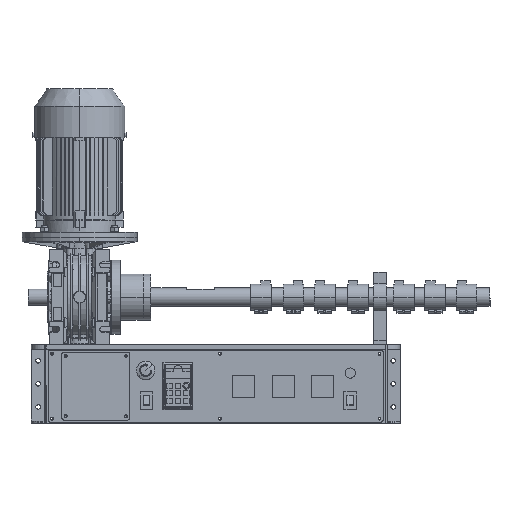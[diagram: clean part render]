
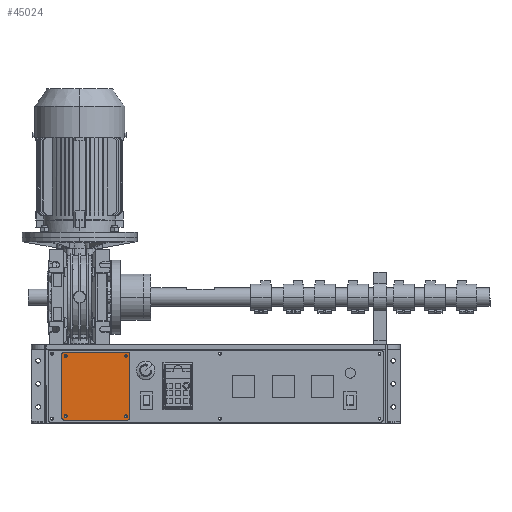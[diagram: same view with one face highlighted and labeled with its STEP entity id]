
A CAD part, top view. The second image highlights one B-rep face of the part: STEP entity #45024.
In plain terms, the highlighted planar face has unit normal (0, 0, 1).
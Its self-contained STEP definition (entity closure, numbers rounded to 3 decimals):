
#268 = CIRCLE ( 'NONE', #61342, 4. ) ;
#1874 = CARTESIAN_POINT ( 'NONE',  ( -325.303, 65.303, 2. ) ) ;
#4118 = CARTESIAN_POINT ( 'NONE',  ( -190.5, -69.5, 2. ) ) ;
#4217 = VERTEX_POINT ( 'NONE', #12916 ) ;
#4308 = DIRECTION ( 'NONE',  ( 0., 0., 1. ) ) ;
#4652 = LINE ( 'NONE', #80030, #47168 ) ;
#4879 = CIRCLE ( 'NONE', #73924, 3.25 ) ;
#5364 = DIRECTION ( 'NONE',  ( 0., 0., 1. ) ) ;
#5843 = CIRCLE ( 'NONE', #13668, 4. ) ;
#7434 = EDGE_CURVE ( 'NONE', #90807, #95518, #88825, .T. ) ;
#8381 = EDGE_CURVE ( 'NONE', #54241, #89734, #90849, .T. ) ;
#12916 = CARTESIAN_POINT ( 'NONE',  ( -333.5, 69.5, 2. ) ) ;
#13668 = AXIS2_PLACEMENT_3D ( 'NONE', #37175, #74834, #103227 ) ;
#13673 = ORIENTED_EDGE ( 'NONE', *, *, #7434, .T. ) ;
#15065 = EDGE_LOOP ( 'NONE', ( #36731, #51094 ) ) ;
#16444 = CIRCLE ( 'NONE', #26320, 3.25 ) ;
#17286 = VERTEX_POINT ( 'NONE', #29198 ) ;
#17983 = DIRECTION ( 'NONE',  ( 1., 0., 0. ) ) ;
#18105 = ORIENTED_EDGE ( 'NONE', *, *, #101892, .T. ) ;
#18181 = CARTESIAN_POINT ( 'NONE',  ( -328.553, -65.303, 2. ) ) ;
#20997 = DIRECTION ( 'NONE',  ( 1., 0., 0. ) ) ;
#21279 = CARTESIAN_POINT ( 'NONE',  ( -197.447, 65.303, 2. ) ) ;
#22386 = AXIS2_PLACEMENT_3D ( 'NONE', #72272, #81540, #23471 ) ;
#23290 = CIRCLE ( 'NONE', #94269, 2.75 ) ;
#23471 = DIRECTION ( 'NONE',  ( 1., 0., 0. ) ) ;
#24106 = CIRCLE ( 'NONE', #108905, 3.25 ) ;
#24697 = DIRECTION ( 'NONE',  ( 1., 0., 0. ) ) ;
#26066 = CARTESIAN_POINT ( 'NONE',  ( -190.5, 73.5, 2. ) ) ;
#26320 = AXIS2_PLACEMENT_3D ( 'NONE', #27271, #119947, #17983 ) ;
#26730 = AXIS2_PLACEMENT_3D ( 'NONE', #79057, #4308, #24697 ) ;
#26927 = DIRECTION ( 'NONE',  ( 0., 1., 0. ) ) ;
#27011 = CARTESIAN_POINT ( 'NONE',  ( -191.447, -65.303, 2. ) ) ;
#27271 = CARTESIAN_POINT ( 'NONE',  ( -194.697, -65.303, 2. ) ) ;
#28207 = CARTESIAN_POINT ( 'NONE',  ( -194.697, 65.303, 2. ) ) ;
#29198 = CARTESIAN_POINT ( 'NONE',  ( -328.553, 65.303, 2. ) ) ;
#29677 = CIRCLE ( 'NONE', #112635, 3.25 ) ;
#30302 = EDGE_CURVE ( 'NONE', #80891, #105861, #24106, .T. ) ;
#31587 = VECTOR ( 'NONE', #83360, 1000. ) ;
#33094 = CIRCLE ( 'NONE', #102092, 4. ) ;
#33146 = DIRECTION ( 'NONE',  ( 0., 0., 1. ) ) ;
#33525 = CARTESIAN_POINT ( 'NONE',  ( -322.053, -65.303, 2. ) ) ;
#33667 = DIRECTION ( 'NONE',  ( 1., 0., 0. ) ) ;
#36331 = ORIENTED_EDGE ( 'NONE', *, *, #30302, .F. ) ;
#36731 = ORIENTED_EDGE ( 'NONE', *, *, #77981, .F. ) ;
#37175 = CARTESIAN_POINT ( 'NONE',  ( -329.5, 69.5, 2. ) ) ;
#37398 = LINE ( 'NONE', #75058, #79770 ) ;
#39262 = CARTESIAN_POINT ( 'NONE',  ( -322.053, 65.303, 2. ) ) ;
#39462 = VERTEX_POINT ( 'NONE', #57862 ) ;
#40531 = CARTESIAN_POINT ( 'NONE',  ( -325.303, -65.303, 2. ) ) ;
#41293 = DIRECTION ( 'NONE',  ( -1., 0., 0. ) ) ;
#41697 = VERTEX_POINT ( 'NONE', #69491 ) ;
#43844 = PLANE ( 'NONE',  #22386 ) ;
#45024 = ADVANCED_FACE ( 'NONE', ( #61736, #70440, #82159, #90174, #61125 ), #43844, .T. ) ;
#45167 = ORIENTED_EDGE ( 'NONE', *, *, #99460, .F. ) ;
#47168 = VECTOR ( 'NONE', #68909, 1000. ) ;
#47504 = EDGE_CURVE ( 'NONE', #52686, #17286, #115516, .T. ) ;
#49866 = ORIENTED_EDGE ( 'NONE', *, *, #102143, .F. ) ;
#50356 = VERTEX_POINT ( 'NONE', #59299 ) ;
#50365 = DIRECTION ( 'NONE',  ( 1., 0., 0. ) ) ;
#51094 = ORIENTED_EDGE ( 'NONE', *, *, #47504, .F. ) ;
#51232 = VECTOR ( 'NONE', #41293, 1000. ) ;
#52686 = VERTEX_POINT ( 'NONE', #39262 ) ;
#54241 = VERTEX_POINT ( 'NONE', #57763 ) ;
#57763 = CARTESIAN_POINT ( 'NONE',  ( -197.947, -65.303, 2. ) ) ;
#57862 = CARTESIAN_POINT ( 'NONE',  ( -329.5, -73.5, 2. ) ) ;
#58622 = ORIENTED_EDGE ( 'NONE', *, *, #100958, .T. ) ;
#58982 = DIRECTION ( 'NONE',  ( 0., 0., 1. ) ) ;
#59010 = ORIENTED_EDGE ( 'NONE', *, *, #120982, .F. ) ;
#59063 = ORIENTED_EDGE ( 'NONE', *, *, #101274, .T. ) ;
#59299 = CARTESIAN_POINT ( 'NONE',  ( -333.5, -69.5, 2. ) ) ;
#59339 = DIRECTION ( 'NONE',  ( 0., 0., 1. ) ) ;
#61125 = FACE_BOUND ( 'NONE', #63549, .T. ) ;
#61342 = AXIS2_PLACEMENT_3D ( 'NONE', #67052, #58982, #50365 ) ;
#61736 = FACE_BOUND ( 'NONE', #79117, .T. ) ;
#63522 = ORIENTED_EDGE ( 'NONE', *, *, #118065, .T. ) ;
#63549 = EDGE_LOOP ( 'NONE', ( #98248, #36331 ) ) ;
#67052 = CARTESIAN_POINT ( 'NONE',  ( -329.5, -69.5, 2. ) ) ;
#67638 = EDGE_LOOP ( 'NONE', ( #106179, #18105, #63522, #119381, #95482, #13673, #59063, #58622 ) ) ;
#68909 = DIRECTION ( 'NONE',  ( 0., -1., 0. ) ) ;
#69048 = CIRCLE ( 'NONE', #78840, 2.75 ) ;
#69491 = CARTESIAN_POINT ( 'NONE',  ( -186.5, 69.5, 2. ) ) ;
#69703 = CARTESIAN_POINT ( 'NONE',  ( -329.5, 73.5, 2. ) ) ;
#69783 = DIRECTION ( 'NONE',  ( 0., 0., 1. ) ) ;
#70440 = FACE_BOUND ( 'NONE', #15065, .T. ) ;
#71103 = AXIS2_PLACEMENT_3D ( 'NONE', #75623, #59339, #83679 ) ;
#71680 = CARTESIAN_POINT ( 'NONE',  ( -190.5, -73.5, 2. ) ) ;
#72272 = CARTESIAN_POINT ( 'NONE',  ( -329.5, -69.5, 2. ) ) ;
#73924 = AXIS2_PLACEMENT_3D ( 'NONE', #1874, #106821, #20997 ) ;
#74834 = DIRECTION ( 'NONE',  ( 0., 0., 1. ) ) ;
#75058 = CARTESIAN_POINT ( 'NONE',  ( -186.5, -69.5, 2. ) ) ;
#75623 = CARTESIAN_POINT ( 'NONE',  ( -194.697, -65.303, 2. ) ) ;
#77462 = DIRECTION ( 'NONE',  ( 0., 0., 1. ) ) ;
#77981 = EDGE_CURVE ( 'NONE', #17286, #52686, #4879, .T. ) ;
#78840 = AXIS2_PLACEMENT_3D ( 'NONE', #28207, #77462, #111619 ) ;
#79057 = CARTESIAN_POINT ( 'NONE',  ( -325.303, 65.303, 2. ) ) ;
#79117 = EDGE_LOOP ( 'NONE', ( #96677, #59010 ) ) ;
#79484 = DIRECTION ( 'NONE',  ( 1., 0., 0. ) ) ;
#79770 = VECTOR ( 'NONE', #26927, 1000. ) ;
#80030 = CARTESIAN_POINT ( 'NONE',  ( -333.5, -69.5, 2. ) ) ;
#80891 = VERTEX_POINT ( 'NONE', #33525 ) ;
#81232 = DIRECTION ( 'NONE',  ( 1., 0., 0. ) ) ;
#81540 = DIRECTION ( 'NONE',  ( 0., 0., 1. ) ) ;
#82159 = FACE_OUTER_BOUND ( 'NONE', #67638, .T. ) ;
#83360 = DIRECTION ( 'NONE',  ( 1., 0., 0. ) ) ;
#83679 = DIRECTION ( 'NONE',  ( 1., 0., 0. ) ) ;
#87714 = VERTEX_POINT ( 'NONE', #93814 ) ;
#88825 = LINE ( 'NONE', #69703, #51232 ) ;
#89355 = CARTESIAN_POINT ( 'NONE',  ( -325.303, -65.303, 2. ) ) ;
#89734 = VERTEX_POINT ( 'NONE', #27011 ) ;
#90174 = FACE_BOUND ( 'NONE', #100300, .T. ) ;
#90807 = VERTEX_POINT ( 'NONE', #26066 ) ;
#90849 = CIRCLE ( 'NONE', #71103, 3.25 ) ;
#92888 = AXIS2_PLACEMENT_3D ( 'NONE', #4118, #33146, #79484 ) ;
#93814 = CARTESIAN_POINT ( 'NONE',  ( -186.5, -69.5, 2. ) ) ;
#94269 = AXIS2_PLACEMENT_3D ( 'NONE', #108378, #118253, #33667 ) ;
#95482 = ORIENTED_EDGE ( 'NONE', *, *, #99018, .T. ) ;
#95518 = VERTEX_POINT ( 'NONE', #110582 ) ;
#96677 = ORIENTED_EDGE ( 'NONE', *, *, #8381, .F. ) ;
#97586 = CARTESIAN_POINT ( 'NONE',  ( -190.5, 69.5, 2. ) ) ;
#97676 = EDGE_CURVE ( 'NONE', #87714, #41697, #37398, .T. ) ;
#98029 = DIRECTION ( 'NONE',  ( 1., 0., 0. ) ) ;
#98248 = ORIENTED_EDGE ( 'NONE', *, *, #117680, .F. ) ;
#98789 = DIRECTION ( 'NONE',  ( -1., 0., 0. ) ) ;
#99018 = EDGE_CURVE ( 'NONE', #41697, #90807, #33094, .T. ) ;
#99460 = EDGE_CURVE ( 'NONE', #111804, #108747, #23290, .T. ) ;
#100300 = EDGE_LOOP ( 'NONE', ( #45167, #49866 ) ) ;
#100730 = CIRCLE ( 'NONE', #92888, 4. ) ;
#100958 = EDGE_CURVE ( 'NONE', #4217, #50356, #4652, .T. ) ;
#101274 = EDGE_CURVE ( 'NONE', #95518, #4217, #5843, .T. ) ;
#101892 = EDGE_CURVE ( 'NONE', #39462, #103001, #112956, .T. ) ;
#102092 = AXIS2_PLACEMENT_3D ( 'NONE', #97586, #69783, #98789 ) ;
#102143 = EDGE_CURVE ( 'NONE', #108747, #111804, #69048, .T. ) ;
#103001 = VERTEX_POINT ( 'NONE', #71680 ) ;
#103077 = CARTESIAN_POINT ( 'NONE',  ( -329.5, -73.5, 2. ) ) ;
#103227 = DIRECTION ( 'NONE',  ( 1., 0., 0. ) ) ;
#103635 = EDGE_CURVE ( 'NONE', #50356, #39462, #268, .T. ) ;
#105861 = VERTEX_POINT ( 'NONE', #18181 ) ;
#106179 = ORIENTED_EDGE ( 'NONE', *, *, #103635, .T. ) ;
#106821 = DIRECTION ( 'NONE',  ( 0., 0., 1. ) ) ;
#108378 = CARTESIAN_POINT ( 'NONE',  ( -194.697, 65.303, 2. ) ) ;
#108747 = VERTEX_POINT ( 'NONE', #114300 ) ;
#108905 = AXIS2_PLACEMENT_3D ( 'NONE', #40531, #115845, #81232 ) ;
#110582 = CARTESIAN_POINT ( 'NONE',  ( -329.5, 73.5, 2. ) ) ;
#111619 = DIRECTION ( 'NONE',  ( 1., 0., 0. ) ) ;
#111804 = VERTEX_POINT ( 'NONE', #21279 ) ;
#112635 = AXIS2_PLACEMENT_3D ( 'NONE', #89355, #5364, #98029 ) ;
#112956 = LINE ( 'NONE', #103077, #31587 ) ;
#114300 = CARTESIAN_POINT ( 'NONE',  ( -191.947, 65.303, 2. ) ) ;
#115516 = CIRCLE ( 'NONE', #26730, 3.25 ) ;
#115845 = DIRECTION ( 'NONE',  ( 0., 0., 1. ) ) ;
#117680 = EDGE_CURVE ( 'NONE', #105861, #80891, #29677, .T. ) ;
#118065 = EDGE_CURVE ( 'NONE', #103001, #87714, #100730, .T. ) ;
#118253 = DIRECTION ( 'NONE',  ( 0., 0., 1. ) ) ;
#119381 = ORIENTED_EDGE ( 'NONE', *, *, #97676, .T. ) ;
#119947 = DIRECTION ( 'NONE',  ( 0., 0., 1. ) ) ;
#120982 = EDGE_CURVE ( 'NONE', #89734, #54241, #16444, .T. ) ;
